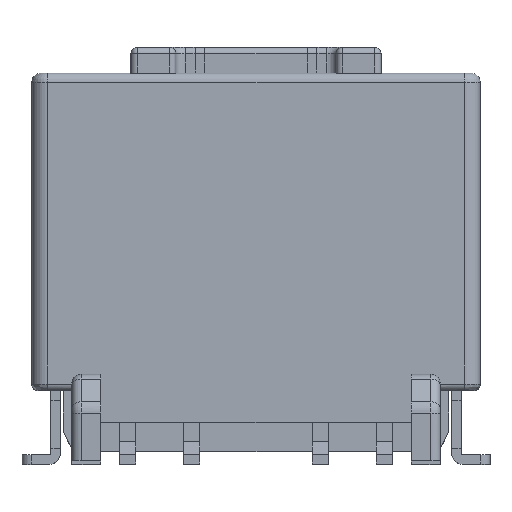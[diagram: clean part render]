
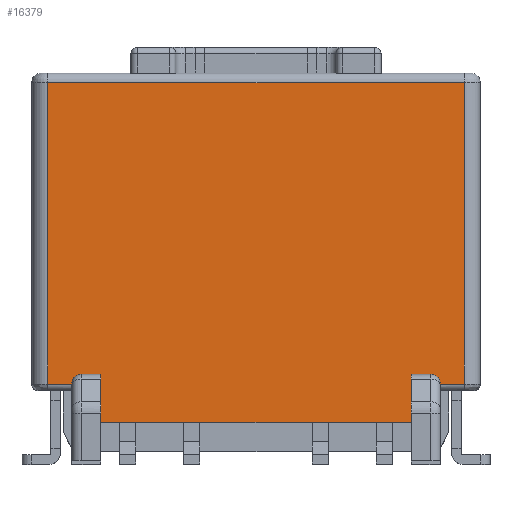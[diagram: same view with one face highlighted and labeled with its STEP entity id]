
A CAD part, top view. The second image highlights one B-rep face of the part: STEP entity #16379.
In plain terms, the highlighted planar face has unit normal (0, 0, 1).
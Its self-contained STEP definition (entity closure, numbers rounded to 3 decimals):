
#376 = VECTOR ( 'NONE', #16001, 1000. ) ;
#675 = ORIENTED_EDGE ( 'NONE', *, *, #9148, .F. ) ;
#701 = CARTESIAN_POINT ( 'NONE',  ( 4.85, 1.3, 2.7 ) ) ;
#1522 = ORIENTED_EDGE ( 'NONE', *, *, #5142, .T. ) ;
#1644 = VERTEX_POINT ( 'NONE', #29064 ) ;
#1899 = VECTOR ( 'NONE', #12669, 1000. ) ;
#2247 = DIRECTION ( 'NONE',  ( 0., -1., 0. ) ) ;
#2384 = FACE_OUTER_BOUND ( 'NONE', #28126, .T. ) ;
#2710 = CARTESIAN_POINT ( 'NONE',  ( 4.85, 1.3, 2.7 ) ) ;
#3419 = LINE ( 'NONE', #25646, #376 ) ;
#3724 = VECTOR ( 'NONE', #2247, 1000. ) ;
#5142 = EDGE_CURVE ( 'NONE', #13396, #7517, #24805, .T. ) ;
#6014 = VERTEX_POINT ( 'NONE', #18384 ) ;
#6049 = EDGE_CURVE ( 'NONE', #25894, #10949, #10025, .T. ) ;
#6421 = VERTEX_POINT ( 'NONE', #25516 ) ;
#6559 = CARTESIAN_POINT ( 'NONE',  ( 6.05, 2.8, 2.7 ) ) ;
#7169 = VERTEX_POINT ( 'NONE', #2710 ) ;
#7450 = CARTESIAN_POINT ( 'NONE',  ( -5.75, 2.5, 2.7 ) ) ;
#7517 = VERTEX_POINT ( 'NONE', #17036 ) ;
#7543 = LINE ( 'NONE', #22131, #22336 ) ;
#7565 = DIRECTION ( 'NONE',  ( 1., 0., 0. ) ) ;
#8012 = VECTOR ( 'NONE', #7565, 1000. ) ;
#8312 = DIRECTION ( 'NONE',  ( 0., 0., -1. ) ) ;
#8500 = CARTESIAN_POINT ( 'NONE',  ( -4.85, 1.3, 2.7 ) ) ;
#8783 = DIRECTION ( 'NONE',  ( 1., 0., 0. ) ) ;
#9148 = EDGE_CURVE ( 'NONE', #7169, #25090, #22886, .T. ) ;
#9394 = LINE ( 'NONE', #26373, #13322 ) ;
#9876 = EDGE_CURVE ( 'NONE', #6014, #27801, #9394, .T. ) ;
#9933 = LINE ( 'NONE', #12192, #14686 ) ;
#10025 = CIRCLE ( 'NONE', #26397, 0.3 ) ;
#10391 = DIRECTION ( 'NONE',  ( -1., 0., 0. ) ) ;
#10591 = LINE ( 'NONE', #8500, #28559 ) ;
#10949 = VERTEX_POINT ( 'NONE', #24140 ) ;
#10988 = AXIS2_PLACEMENT_3D ( 'NONE', #12444, #22224, #17078 ) ;
#11663 = EDGE_CURVE ( 'NONE', #6421, #7169, #14771, .T. ) ;
#11710 = EDGE_CURVE ( 'NONE', #10949, #6014, #20043, .T. ) ;
#11867 = EDGE_CURVE ( 'NONE', #29823, #13396, #3419, .T. ) ;
#12040 = VECTOR ( 'NONE', #10391, 1000. ) ;
#12122 = DIRECTION ( 'NONE',  ( 0., 1., 0. ) ) ;
#12192 = CARTESIAN_POINT ( 'NONE',  ( 6.05, 2.8, 2.7 ) ) ;
#12444 = CARTESIAN_POINT ( 'NONE',  ( -5.45, 2.5, 2.7 ) ) ;
#12669 = DIRECTION ( 'NONE',  ( 0., -1., 0. ) ) ;
#13322 = VECTOR ( 'NONE', #12122, 1000. ) ;
#13396 = VERTEX_POINT ( 'NONE', #7450 ) ;
#14686 = VECTOR ( 'NONE', #27077, 1000. ) ;
#14771 = LINE ( 'NONE', #701, #1899 ) ;
#14976 = CARTESIAN_POINT ( 'NONE',  ( -6.5, 2.8, 2.7 ) ) ;
#15589 = EDGE_CURVE ( 'NONE', #15872, #29823, #17375, .T. ) ;
#15814 = CARTESIAN_POINT ( 'NONE',  ( -6.05, 1.3, 2.7 ) ) ;
#15872 = VERTEX_POINT ( 'NONE', #17175 ) ;
#15972 = LINE ( 'NONE', #6559, #24282 ) ;
#16001 = DIRECTION ( 'NONE',  ( 1., 0., 0. ) ) ;
#16379 = ADVANCED_FACE ( 'NONE', ( #2384 ), #28451, .T. ) ;
#16592 = CARTESIAN_POINT ( 'NONE',  ( 6.05, 2.8, 2.7 ) ) ;
#17036 = CARTESIAN_POINT ( 'NONE',  ( -5.45, 2.8, 2.7 ) ) ;
#17078 = DIRECTION ( 'NONE',  ( 0., 1., 0. ) ) ;
#17175 = CARTESIAN_POINT ( 'NONE',  ( -6.5, 11.9, 2.7 ) ) ;
#17375 = LINE ( 'NONE', #14976, #3724 ) ;
#18067 = DIRECTION ( 'NONE',  ( 0., 1., 0. ) ) ;
#18094 = ORIENTED_EDGE ( 'NONE', *, *, #26829, .T. ) ;
#18344 = ORIENTED_EDGE ( 'NONE', *, *, #11867, .T. ) ;
#18384 = CARTESIAN_POINT ( 'NONE',  ( 6.5, 2.5, 2.7 ) ) ;
#19545 = CARTESIAN_POINT ( 'NONE',  ( -4.85, 1.3, 2.7 ) ) ;
#20043 = LINE ( 'NONE', #29817, #8012 ) ;
#22131 = CARTESIAN_POINT ( 'NONE',  ( 6.05, 11.9, 2.7 ) ) ;
#22224 = DIRECTION ( 'NONE',  ( 0., 0., -1. ) ) ;
#22336 = VECTOR ( 'NONE', #27081, 1000. ) ;
#22792 = ORIENTED_EDGE ( 'NONE', *, *, #6049, .T. ) ;
#22886 = LINE ( 'NONE', #15814, #12040 ) ;
#23425 = CARTESIAN_POINT ( 'NONE',  ( 5.45, 2.8, 2.7 ) ) ;
#23981 = DIRECTION ( 'NONE',  ( 0., -1., 0. ) ) ;
#24107 = AXIS2_PLACEMENT_3D ( 'NONE', #16592, #31510, #23981 ) ;
#24140 = CARTESIAN_POINT ( 'NONE',  ( 5.75, 2.5, 2.7 ) ) ;
#24282 = VECTOR ( 'NONE', #8783, 1000. ) ;
#24805 = CIRCLE ( 'NONE', #10988, 0.3 ) ;
#25090 = VERTEX_POINT ( 'NONE', #19545 ) ;
#25506 = ORIENTED_EDGE ( 'NONE', *, *, #30915, .T. ) ;
#25516 = CARTESIAN_POINT ( 'NONE',  ( 4.85, 2.8, 2.7 ) ) ;
#25646 = CARTESIAN_POINT ( 'NONE',  ( 6.05, 2.5, 2.7 ) ) ;
#25894 = VERTEX_POINT ( 'NONE', #23425 ) ;
#25954 = ORIENTED_EDGE ( 'NONE', *, *, #9876, .T. ) ;
#26080 = EDGE_CURVE ( 'NONE', #27801, #15872, #7543, .T. ) ;
#26373 = CARTESIAN_POINT ( 'NONE',  ( 6.5, 2.8, 2.7 ) ) ;
#26397 = AXIS2_PLACEMENT_3D ( 'NONE', #30565, #8312, #18067 ) ;
#26829 = EDGE_CURVE ( 'NONE', #7517, #1644, #9933, .T. ) ;
#27077 = DIRECTION ( 'NONE',  ( 1., 0., 0. ) ) ;
#27081 = DIRECTION ( 'NONE',  ( -1., 0., 0. ) ) ;
#27096 = ORIENTED_EDGE ( 'NONE', *, *, #11663, .F. ) ;
#27573 = DIRECTION ( 'NONE',  ( 0., 1., 0. ) ) ;
#27801 = VERTEX_POINT ( 'NONE', #31303 ) ;
#28053 = ORIENTED_EDGE ( 'NONE', *, *, #15589, .T. ) ;
#28066 = ORIENTED_EDGE ( 'NONE', *, *, #30329, .F. ) ;
#28126 = EDGE_LOOP ( 'NONE', ( #28066, #675, #27096, #25506, #22792, #29172, #25954, #30210, #28053, #18344, #1522, #18094 ) ) ;
#28451 = PLANE ( 'NONE',  #24107 ) ;
#28559 = VECTOR ( 'NONE', #27573, 1000. ) ;
#29064 = CARTESIAN_POINT ( 'NONE',  ( -4.85, 2.8, 2.7 ) ) ;
#29172 = ORIENTED_EDGE ( 'NONE', *, *, #11710, .T. ) ;
#29817 = CARTESIAN_POINT ( 'NONE',  ( 6.05, 2.5, 2.7 ) ) ;
#29823 = VERTEX_POINT ( 'NONE', #30229 ) ;
#30210 = ORIENTED_EDGE ( 'NONE', *, *, #26080, .T. ) ;
#30229 = CARTESIAN_POINT ( 'NONE',  ( -6.5, 2.5, 2.7 ) ) ;
#30329 = EDGE_CURVE ( 'NONE', #25090, #1644, #10591, .T. ) ;
#30565 = CARTESIAN_POINT ( 'NONE',  ( 5.45, 2.5, 2.7 ) ) ;
#30915 = EDGE_CURVE ( 'NONE', #6421, #25894, #15972, .T. ) ;
#31303 = CARTESIAN_POINT ( 'NONE',  ( 6.5, 11.9, 2.7 ) ) ;
#31510 = DIRECTION ( 'NONE',  ( 0., 0., 1. ) ) ;
